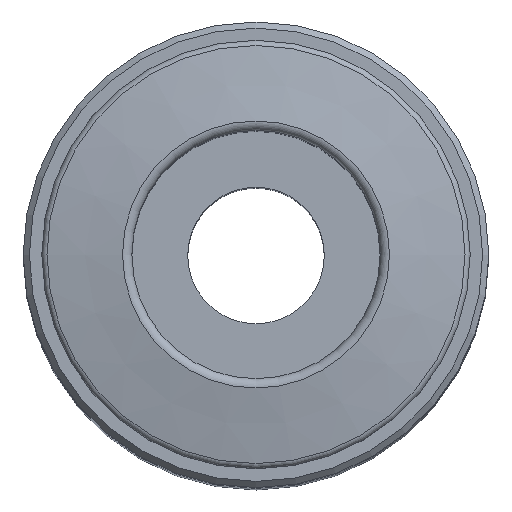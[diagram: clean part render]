
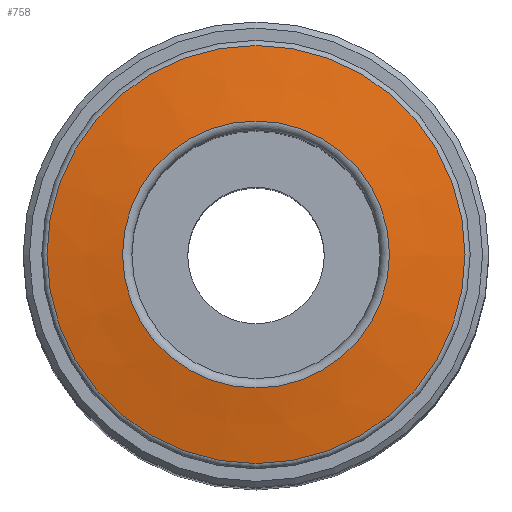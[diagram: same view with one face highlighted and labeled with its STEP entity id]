
A CAD part, top view. The second image highlights one B-rep face of the part: STEP entity #758.
In plain terms, the highlighted conical face has half-angle 80 degrees and reference radius 4.3 mm.
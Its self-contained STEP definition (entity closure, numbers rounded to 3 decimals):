
#53=ORIENTED_EDGE('',*,*,#139,.F.);
#54=ORIENTED_EDGE('',*,*,#140,.T.);
#139=EDGE_CURVE('',#182,#182,#225,.T.);
#140=EDGE_CURVE('',#183,#183,#226,.T.);
#182=VERTEX_POINT('',#1074);
#183=VERTEX_POINT('',#1076);
#225=CIRCLE('',#809,6.735);
#226=CIRCLE('',#810,4.3);
#268=EDGE_LOOP('',(#53));
#269=EDGE_LOOP('',(#54));
#354=FACE_BOUND('',#268,.T.);
#355=FACE_BOUND('',#269,.T.);
#440=CONICAL_SURFACE('',#808,4.3,1.396);
#758=ADVANCED_FACE('',(#354,#355),#440,.T.);
#808=AXIS2_PLACEMENT_3D('',#1072,#897,#898);
#809=AXIS2_PLACEMENT_3D('',#1073,#899,#900);
#810=AXIS2_PLACEMENT_3D('',#1075,#901,#902);
#897=DIRECTION('',(0.,0.,-1.));
#898=DIRECTION('',(-1.,0.,0.));
#899=DIRECTION('',(0.,0.,-1.));
#900=DIRECTION('',(-1.,0.,0.));
#901=DIRECTION('',(0.,0.,-1.));
#902=DIRECTION('',(-1.,0.,0.));
#1072=CARTESIAN_POINT('',(0.,0.,54.9));
#1073=CARTESIAN_POINT('',(0.,0.,54.471));
#1074=CARTESIAN_POINT('',(-6.735,0.,54.471));
#1075=CARTESIAN_POINT('',(0.,0.,54.9));
#1076=CARTESIAN_POINT('',(-4.3,0.,54.9));
